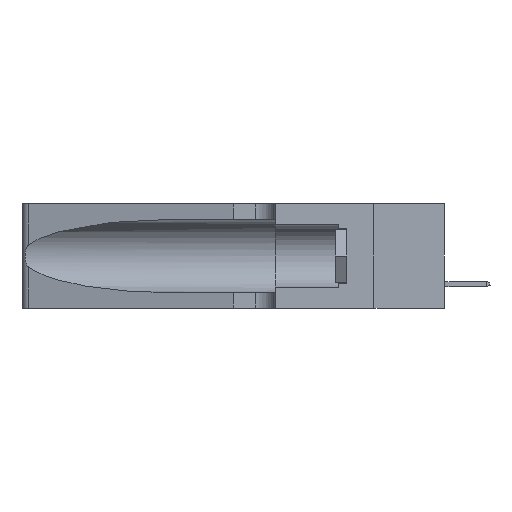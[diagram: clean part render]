
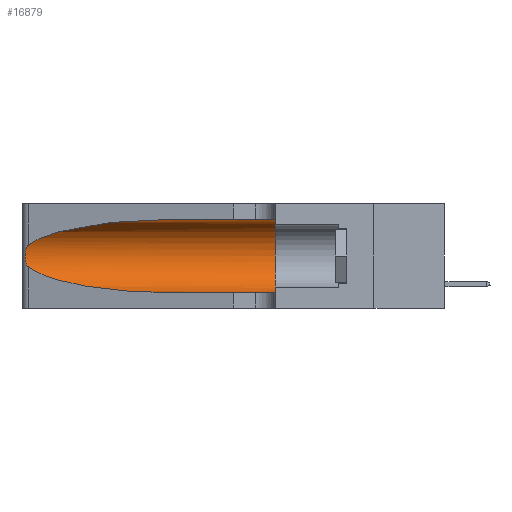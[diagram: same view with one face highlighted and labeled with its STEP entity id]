
A CAD part, left-side view. The second image highlights one B-rep face of the part: STEP entity #16879.
In plain terms, the highlighted cylindrical face has radius 3.308 mm (diameter 6.617 mm), a partial arc.
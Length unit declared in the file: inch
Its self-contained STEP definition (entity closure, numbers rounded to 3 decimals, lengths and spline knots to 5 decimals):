
#176 = CARTESIAN_POINT ( 'NONE',  ( 0.1305, 0.72297, 0.31525 ) ) ;
#641 = CARTESIAN_POINT ( 'NONE',  ( 0.1305, 0.72297, 0.05475 ) ) ;
#913 = CARTESIAN_POINT ( 'NONE',  ( 0.25789, 1.23486, 0.15765 ) ) ;
#1275 = VECTOR ( 'NONE', #15307, 39.37008 ) ;
#2095 = CARTESIAN_POINT ( 'NONE',  ( 0.18966, 0.96281, 0.05475 ) ) ;
#2157 = CARTESIAN_POINT ( 'NONE',  ( 0.25787, 1.23484, 0.2124 ) ) ;
#2165 = EDGE_CURVE ( 'NONE', #18987, #18011, #11862, .T. ) ;
#2499 =( BOUNDED_CURVE ( )  B_SPLINE_CURVE ( 3, ( #176, #7989, #3016, #14346 ),
 .UNSPECIFIED., .F., .F. ) 
 B_SPLINE_CURVE_WITH_KNOTS ( ( 4, 4 ),
 ( 1.5708, 2.84003 ),
 .UNSPECIFIED. ) 
 CURVE ( )  GEOMETRIC_REPRESENTATION_ITEM ( )  RATIONAL_B_SPLINE_CURVE ( ( 1., 0.87, 0.87, 1. ) ) 
 REPRESENTATION_ITEM ( '' )  );
#2647 = AXIS2_PLACEMENT_3D ( 'NONE', #4806, #9746, #8010 ) ;
#3016 = CARTESIAN_POINT ( 'NONE',  ( 0.2373, 1.15595, 0.28018 ) ) ;
#3475 = CARTESIAN_POINT ( 'NONE',  ( 0.1305, 0.35, 0.05475 ) ) ;
#3552 = CYLINDRICAL_SURFACE ( 'NONE', #2647, 0.13025 ) ;
#3707 = AXIS2_PLACEMENT_3D ( 'NONE', #10786, #7491, #4309 ) ;
#4221 = EDGE_LOOP ( 'NONE', ( #10157, #11115, #5962, #10155, #19946, #19443 ) ) ;
#4309 = DIRECTION ( 'NONE',  ( 0., 0., 1. ) ) ;
#4806 = CARTESIAN_POINT ( 'NONE',  ( 0.1305, 1.61858, 0.185 ) ) ;
#5036 = CARTESIAN_POINT ( 'NONE',  ( 0.26075, 1.23896, 0.19203 ) ) ;
#5962 = ORIENTED_EDGE ( 'NONE', *, *, #11231, .T. ) ;
#6461 = B_SPLINE_CURVE_WITH_KNOTS ( 'NONE', 3,
 ( #19860, #16625, #13185, #2157, #11825, #14956, #5036, #6742, #16419, #8410, #913, #15430, #9189, #14031 ),
 .UNSPECIFIED., .F., .F.,
 ( 4, 2, 2, 2, 2, 2, 4 ),
 ( 0., 0.00027, 0.00053, 0.00107, 0.0016, 0.00187, 0.00214 ),
 .UNSPECIFIED. ) ;
#6668 = CARTESIAN_POINT ( 'NONE',  ( 0.25487, 1.22718, 0.14631 ) ) ;
#6742 = CARTESIAN_POINT ( 'NONE',  ( 0.26075, 1.23896, 0.178 ) ) ;
#7153 = DIRECTION ( 'NONE',  ( 0., -1., 0. ) ) ;
#7374 = EDGE_CURVE ( 'NONE', #18135, #8583, #13582, .T. ) ;
#7491 = DIRECTION ( 'NONE',  ( 0., 1., 0. ) ) ;
#7806 = FACE_OUTER_BOUND ( 'NONE', #4221, .T. ) ;
#7989 = CARTESIAN_POINT ( 'NONE',  ( 0.18966, 0.96281, 0.31525 ) ) ;
#8010 = DIRECTION ( 'NONE',  ( 0., 0., -1. ) ) ;
#8410 = CARTESIAN_POINT ( 'NONE',  ( 0.25856, 1.23593, 0.16098 ) ) ;
#8583 = VERTEX_POINT ( 'NONE', #10433 ) ;
#8602 = CIRCLE ( 'NONE', #3707, 0.13025 ) ;
#8621 = CARTESIAN_POINT ( 'NONE',  ( 0.2373, 1.15595, 0.08982 ) ) ;
#9174 = CARTESIAN_POINT ( 'NONE',  ( 0.25487, 1.22718, 0.14631 ) ) ;
#9189 = CARTESIAN_POINT ( 'NONE',  ( 0.25555, 1.22993, 0.14849 ) ) ;
#9241 = VECTOR ( 'NONE', #7153, 39.37008 ) ;
#9746 = DIRECTION ( 'NONE',  ( 0., -1., 0. ) ) ;
#10155 = ORIENTED_EDGE ( 'NONE', *, *, #2165, .T. ) ;
#10157 = ORIENTED_EDGE ( 'NONE', *, *, #17934, .T. ) ;
#10433 = CARTESIAN_POINT ( 'NONE',  ( 0.1305, 0.35, 0.31525 ) ) ;
#10484 = CARTESIAN_POINT ( 'NONE',  ( 0.1305, 1.61858, 0.05475 ) ) ;
#10569 = CARTESIAN_POINT ( 'NONE',  ( 0.1305, 0.72297, 0.05475 ) ) ;
#10786 = CARTESIAN_POINT ( 'NONE',  ( 0.1305, 0.35, 0.185 ) ) ;
#10969 = CARTESIAN_POINT ( 'NONE',  ( 0.1305, 0.72297, 0.31525 ) ) ;
#11115 = ORIENTED_EDGE ( 'NONE', *, *, #14018, .T. ) ;
#11231 = EDGE_CURVE ( 'NONE', #13282, #18987, #11575, .T. ) ;
#11575 =( BOUNDED_CURVE ( )  B_SPLINE_CURVE ( 3, ( #6668, #8621, #2095, #641 ),
 .UNSPECIFIED., .F., .F. ) 
 B_SPLINE_CURVE_WITH_KNOTS ( ( 4, 4 ),
 ( 3.44316, 4.71239 ),
 .UNSPECIFIED. ) 
 CURVE ( )  GEOMETRIC_REPRESENTATION_ITEM ( )  RATIONAL_B_SPLINE_CURVE ( ( 1., 0.87, 0.87, 1. ) ) 
 REPRESENTATION_ITEM ( '' )  );
#11664 = CARTESIAN_POINT ( 'NONE',  ( 0.25487, 1.22718, 0.22369 ) ) ;
#11825 = CARTESIAN_POINT ( 'NONE',  ( 0.25854, 1.2359, 0.20912 ) ) ;
#11862 = LINE ( 'NONE', #10484, #1275 ) ;
#13185 = CARTESIAN_POINT ( 'NONE',  ( 0.25639, 1.23184, 0.21858 ) ) ;
#13282 = VERTEX_POINT ( 'NONE', #9174 ) ;
#13582 = LINE ( 'NONE', #13661, #9241 ) ;
#13661 = CARTESIAN_POINT ( 'NONE',  ( 0.1305, 1.61858, 0.31525 ) ) ;
#14018 = EDGE_CURVE ( 'NONE', #19355, #13282, #6461, .T. ) ;
#14031 = CARTESIAN_POINT ( 'NONE',  ( 0.25487, 1.22718, 0.14631 ) ) ;
#14346 = CARTESIAN_POINT ( 'NONE',  ( 0.25487, 1.22718, 0.22369 ) ) ;
#14956 = CARTESIAN_POINT ( 'NONE',  ( 0.26018, 1.23835, 0.19895 ) ) ;
#15307 = DIRECTION ( 'NONE',  ( 0., -1., 0. ) ) ;
#15430 = CARTESIAN_POINT ( 'NONE',  ( 0.25639, 1.23186, 0.15144 ) ) ;
#16419 = CARTESIAN_POINT ( 'NONE',  ( 0.26017, 1.23833, 0.17102 ) ) ;
#16602 = EDGE_CURVE ( 'NONE', #8583, #18011, #8602, .T. ) ;
#16625 = CARTESIAN_POINT ( 'NONE',  ( 0.25555, 1.22994, 0.2215 ) ) ;
#16879 = ADVANCED_FACE ( 'NONE', ( #7806 ), #3552, .F. ) ;
#17934 = EDGE_CURVE ( 'NONE', #18135, #19355, #2499, .T. ) ;
#18011 = VERTEX_POINT ( 'NONE', #3475 ) ;
#18135 = VERTEX_POINT ( 'NONE', #10969 ) ;
#18987 = VERTEX_POINT ( 'NONE', #10569 ) ;
#19355 = VERTEX_POINT ( 'NONE', #11664 ) ;
#19443 = ORIENTED_EDGE ( 'NONE', *, *, #7374, .F. ) ;
#19860 = CARTESIAN_POINT ( 'NONE',  ( 0.25487, 1.22718, 0.22369 ) ) ;
#19946 = ORIENTED_EDGE ( 'NONE', *, *, #16602, .F. ) ;
